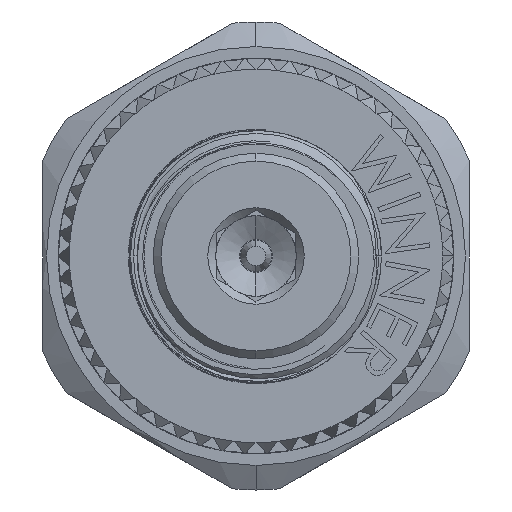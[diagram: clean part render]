
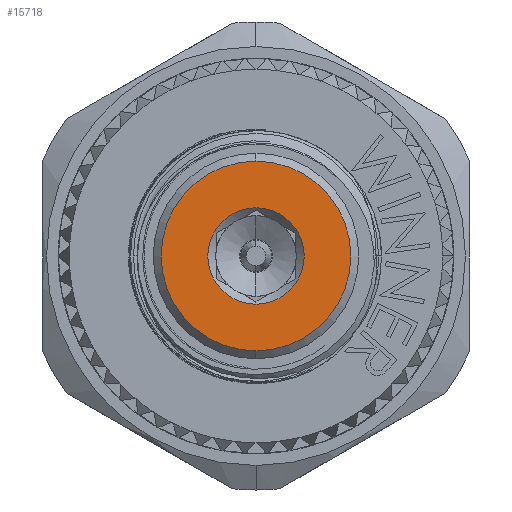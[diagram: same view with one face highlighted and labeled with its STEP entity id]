
A CAD part, left-side view. The second image highlights one B-rep face of the part: STEP entity #15718.
In plain terms, the highlighted planar face has unit normal (-1, 0, 0).
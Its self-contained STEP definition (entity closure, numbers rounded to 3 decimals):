
#125 = AXIS2_PLACEMENT_3D ( 'NONE', #30107, #22174, #45743 ) ;
#1530 = EDGE_CURVE ( 'NONE', #43037, #6308, #44025, .T. ) ;
#1725 = CIRCLE ( 'NONE', #125, 6. ) ;
#3015 = CARTESIAN_POINT ( 'NONE',  ( -122.14, 0., 0. ) ) ;
#4257 = FACE_OUTER_BOUND ( 'NONE', #12340, .T. ) ;
#5751 = CARTESIAN_POINT ( 'NONE',  ( -122.14, 0., 6. ) ) ;
#6308 = VERTEX_POINT ( 'NONE', #5751 ) ;
#6464 = DIRECTION ( 'NONE',  ( -1., 0., 0. ) ) ;
#7949 = FACE_BOUND ( 'NONE', #46804, .T. ) ;
#8625 = ORIENTED_EDGE ( 'NONE', *, *, #1530, .T. ) ;
#9024 = CARTESIAN_POINT ( 'NONE',  ( -122.14, 6.5, 0. ) ) ;
#9701 = CARTESIAN_POINT ( 'NONE',  ( -122.14, 0., 3.05 ) ) ;
#12340 = EDGE_LOOP ( 'NONE', ( #8625, #29978 ) ) ;
#12966 = CARTESIAN_POINT ( 'NONE',  ( -122.14, 0., -3.05 ) ) ;
#13048 = CIRCLE ( 'NONE', #21775, 3.05 ) ;
#13050 = VERTEX_POINT ( 'NONE', #9701 ) ;
#13192 = DIRECTION ( 'NONE',  ( 1., 0., 0. ) ) ;
#14414 = VERTEX_POINT ( 'NONE', #12966 ) ;
#14814 = ORIENTED_EDGE ( 'NONE', *, *, #19446, .T. ) ;
#14911 = DIRECTION ( 'NONE',  ( 0., 0., -1. ) ) ;
#15718 = ADVANCED_FACE ( 'NONE', ( #7949, #4257 ), #36536, .F. ) ;
#19446 = EDGE_CURVE ( 'NONE', #14414, #13050, #40923, .T. ) ;
#21775 = AXIS2_PLACEMENT_3D ( 'NONE', #34949, #42696, #38904 ) ;
#22174 = DIRECTION ( 'NONE',  ( -1., 0., 0. ) ) ;
#27544 = DIRECTION ( 'NONE',  ( 0., 0., -1. ) ) ;
#28517 = AXIS2_PLACEMENT_3D ( 'NONE', #3015, #6464, #14911 ) ;
#28844 = EDGE_CURVE ( 'NONE', #6308, #43037, #1725, .T. ) ;
#29978 = ORIENTED_EDGE ( 'NONE', *, *, #28844, .T. ) ;
#30107 = CARTESIAN_POINT ( 'NONE',  ( -122.14, 0., 0. ) ) ;
#34793 = DIRECTION ( 'NONE',  ( 1., 0., 0. ) ) ;
#34949 = CARTESIAN_POINT ( 'NONE',  ( -122.14, 0., 0. ) ) ;
#36431 = ORIENTED_EDGE ( 'NONE', *, *, #49558, .T. ) ;
#36536 = PLANE ( 'NONE',  #50329 ) ;
#38904 = DIRECTION ( 'NONE',  ( 0., 0., -1. ) ) ;
#40923 = CIRCLE ( 'NONE', #43624, 3.05 ) ;
#41771 = CARTESIAN_POINT ( 'NONE',  ( -122.14, 0., -6. ) ) ;
#42696 = DIRECTION ( 'NONE',  ( 1., 0., 0. ) ) ;
#43030 = CARTESIAN_POINT ( 'NONE',  ( -122.14, 0., 0. ) ) ;
#43037 = VERTEX_POINT ( 'NONE', #41771 ) ;
#43624 = AXIS2_PLACEMENT_3D ( 'NONE', #43030, #34793, #27544 ) ;
#44025 = CIRCLE ( 'NONE', #28517, 6. ) ;
#44254 = DIRECTION ( 'NONE',  ( 0., 0., -1. ) ) ;
#45743 = DIRECTION ( 'NONE',  ( 0., 0., -1. ) ) ;
#46804 = EDGE_LOOP ( 'NONE', ( #36431, #14814 ) ) ;
#49558 = EDGE_CURVE ( 'NONE', #13050, #14414, #13048, .T. ) ;
#50329 = AXIS2_PLACEMENT_3D ( 'NONE', #9024, #13192, #44254 ) ;
